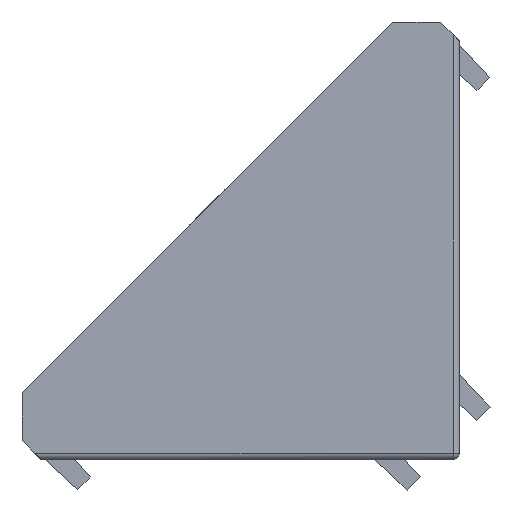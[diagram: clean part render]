
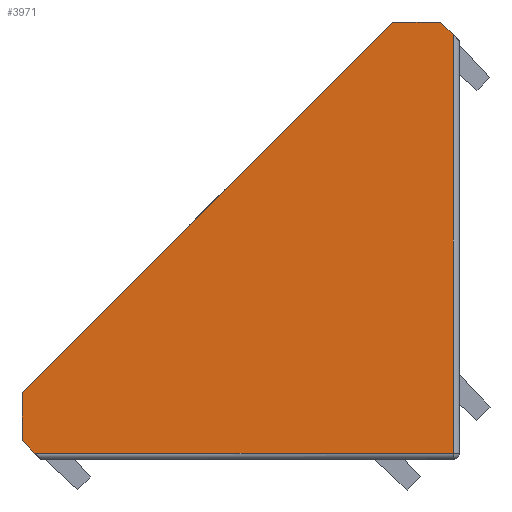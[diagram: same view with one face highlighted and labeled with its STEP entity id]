
A CAD part, left-side view. The second image highlights one B-rep face of the part: STEP entity #3971.
In plain terms, the highlighted planar face has unit normal (-1, 0, 0).
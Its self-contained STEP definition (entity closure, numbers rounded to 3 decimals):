
#385 = PLANE('',#386);
#386 = AXIS2_PLACEMENT_3D('',#387,#388,#389);
#387 = CARTESIAN_POINT('',(19.,1.55,36.));
#388 = DIRECTION('',(0.,0.707,-0.707));
#389 = DIRECTION('',(0.,0.707,0.707));
#901 = CYLINDRICAL_SURFACE('',#902,0.5);
#902 = AXIS2_PLACEMENT_3D('',#903,#904,#905);
#903 = CARTESIAN_POINT('',(-18.5,0.5,34.45));
#904 = DIRECTION('',(0.,0.,-1.));
#905 = DIRECTION('',(-1.,0.,0.));
#1770 = PLANE('',#1771);
#1771 = AXIS2_PLACEMENT_3D('',#1772,#1773,#1774);
#1772 = CARTESIAN_POINT('',(19.,34.45,0.));
#1773 = DIRECTION('',(0.,-0.707,0.707));
#1774 = DIRECTION('',(0.,-0.707,-0.707));
#2043 = CYLINDRICAL_SURFACE('',#2044,0.5);
#2044 = AXIS2_PLACEMENT_3D('',#2045,#2046,#2047);
#2045 = CARTESIAN_POINT('',(-18.5,0.5,0.5));
#2046 = DIRECTION('',(0.,1.,0.));
#2047 = DIRECTION('',(0.,-0.,1.));
#2794 = PLANE('',#2795);
#2795 = AXIS2_PLACEMENT_3D('',#2796,#2797,#2798);
#2796 = CARTESIAN_POINT('',(19.,36.,5.5));
#2797 = DIRECTION('',(0.,-0.707,-0.707));
#2798 = DIRECTION('',(0.,0.707,-0.707));
#2875 = VERTEX_POINT('',#2876);
#2876 = CARTESIAN_POINT('',(-19.,36.,5.5));
#2890 = PLANE('',#2891);
#2891 = AXIS2_PLACEMENT_3D('',#2892,#2893,#2894);
#2892 = CARTESIAN_POINT('',(19.,36.,1.55));
#2893 = DIRECTION('',(0.,-1.,0.));
#2894 = DIRECTION('',(0.,0.,-1.));
#2902 = EDGE_CURVE('',#2875,#2903,#2905,.T.);
#2903 = VERTEX_POINT('',#2904);
#2904 = CARTESIAN_POINT('',(-19.,5.5,36.));
#2905 = SURFACE_CURVE('',#2906,(#2910,#2917),.PCURVE_S1.);
#2906 = LINE('',#2907,#2908);
#2907 = CARTESIAN_POINT('',(-19.,36.,5.5));
#2908 = VECTOR('',#2909,1.);
#2909 = DIRECTION('',(0.,-0.707,0.707));
#2910 = PCURVE('',#2794,#2911);
#2911 = DEFINITIONAL_REPRESENTATION('',(#2912),#2916);
#2912 = LINE('',#2913,#2914);
#2913 = CARTESIAN_POINT('',(0.,-38.));
#2914 = VECTOR('',#2915,1.);
#2915 = DIRECTION('',(-1.,0.));
#2916 = ( GEOMETRIC_REPRESENTATION_CONTEXT(2) 
PARAMETRIC_REPRESENTATION_CONTEXT() REPRESENTATION_CONTEXT('2D SPACE',''
  ) );
#2917 = PCURVE('',#2918,#2923);
#2918 = PLANE('',#2919);
#2919 = AXIS2_PLACEMENT_3D('',#2920,#2921,#2922);
#2920 = CARTESIAN_POINT('',(-19.,0.5,0.5));
#2921 = DIRECTION('',(1.,0.,0.));
#2922 = DIRECTION('',(0.,0.,-1.));
#2923 = DEFINITIONAL_REPRESENTATION('',(#2924),#2928);
#2924 = LINE('',#2925,#2926);
#2925 = CARTESIAN_POINT('',(-5.,35.5));
#2926 = VECTOR('',#2927,1.);
#2927 = DIRECTION('',(-0.707,-0.707));
#2928 = ( GEOMETRIC_REPRESENTATION_CONTEXT(2) 
PARAMETRIC_REPRESENTATION_CONTEXT() REPRESENTATION_CONTEXT('2D SPACE',''
  ) );
#2946 = PLANE('',#2947);
#2947 = AXIS2_PLACEMENT_3D('',#2948,#2949,#2950);
#2948 = CARTESIAN_POINT('',(19.,5.5,36.));
#2949 = DIRECTION('',(0.,0.,-1.));
#2950 = DIRECTION('',(-1.,0.,0.));
#3227 = EDGE_CURVE('',#2903,#3228,#3230,.T.);
#3228 = VERTEX_POINT('',#3229);
#3229 = CARTESIAN_POINT('',(-19.,1.55,36.));
#3230 = SURFACE_CURVE('',#3231,(#3235,#3242),.PCURVE_S1.);
#3231 = LINE('',#3232,#3233);
#3232 = CARTESIAN_POINT('',(-19.,5.5,36.));
#3233 = VECTOR('',#3234,1.);
#3234 = DIRECTION('',(0.,-1.,0.));
#3235 = PCURVE('',#2946,#3236);
#3236 = DEFINITIONAL_REPRESENTATION('',(#3237),#3241);
#3237 = LINE('',#3238,#3239);
#3238 = CARTESIAN_POINT('',(38.,0.));
#3239 = VECTOR('',#3240,1.);
#3240 = DIRECTION('',(0.,-1.));
#3241 = ( GEOMETRIC_REPRESENTATION_CONTEXT(2) 
PARAMETRIC_REPRESENTATION_CONTEXT() REPRESENTATION_CONTEXT('2D SPACE',''
  ) );
#3242 = PCURVE('',#2918,#3243);
#3243 = DEFINITIONAL_REPRESENTATION('',(#3244),#3248);
#3244 = LINE('',#3245,#3246);
#3245 = CARTESIAN_POINT('',(-35.5,5.));
#3246 = VECTOR('',#3247,1.);
#3247 = DIRECTION('',(0.,-1.));
#3248 = ( GEOMETRIC_REPRESENTATION_CONTEXT(2) 
PARAMETRIC_REPRESENTATION_CONTEXT() REPRESENTATION_CONTEXT('2D SPACE',''
  ) );
#3394 = EDGE_CURVE('',#3228,#3395,#3397,.T.);
#3395 = VERTEX_POINT('',#3396);
#3396 = CARTESIAN_POINT('',(-19.,0.5,34.95));
#3397 = SURFACE_CURVE('',#3398,(#3402,#3409),.PCURVE_S1.);
#3398 = LINE('',#3399,#3400);
#3399 = CARTESIAN_POINT('',(-19.,1.55,36.));
#3400 = VECTOR('',#3401,1.);
#3401 = DIRECTION('',(0.,-0.707,-0.707));
#3402 = PCURVE('',#385,#3403);
#3403 = DEFINITIONAL_REPRESENTATION('',(#3404),#3408);
#3404 = LINE('',#3405,#3406);
#3405 = CARTESIAN_POINT('',(0.,-38.));
#3406 = VECTOR('',#3407,1.);
#3407 = DIRECTION('',(-1.,0.));
#3408 = ( GEOMETRIC_REPRESENTATION_CONTEXT(2) 
PARAMETRIC_REPRESENTATION_CONTEXT() REPRESENTATION_CONTEXT('2D SPACE',''
  ) );
#3409 = PCURVE('',#2918,#3410);
#3410 = DEFINITIONAL_REPRESENTATION('',(#3411),#3415);
#3411 = LINE('',#3412,#3413);
#3412 = CARTESIAN_POINT('',(-35.5,1.05));
#3413 = VECTOR('',#3414,1.);
#3414 = DIRECTION('',(0.707,-0.707));
#3415 = ( GEOMETRIC_REPRESENTATION_CONTEXT(2) 
PARAMETRIC_REPRESENTATION_CONTEXT() REPRESENTATION_CONTEXT('2D SPACE',''
  ) );
#3757 = VERTEX_POINT('',#3758);
#3758 = CARTESIAN_POINT('',(-19.,34.95,0.5));
#3802 = EDGE_CURVE('',#3757,#3803,#3805,.T.);
#3803 = VERTEX_POINT('',#3804);
#3804 = CARTESIAN_POINT('',(-19.,36.,1.55));
#3805 = SURFACE_CURVE('',#3806,(#3810,#3817),.PCURVE_S1.);
#3806 = LINE('',#3807,#3808);
#3807 = CARTESIAN_POINT('',(-19.,34.45,0.));
#3808 = VECTOR('',#3809,1.);
#3809 = DIRECTION('',(0.,0.707,0.707));
#3810 = PCURVE('',#1770,#3811);
#3811 = DEFINITIONAL_REPRESENTATION('',(#3812),#3816);
#3812 = LINE('',#3813,#3814);
#3813 = CARTESIAN_POINT('',(-0.,-38.));
#3814 = VECTOR('',#3815,1.);
#3815 = DIRECTION('',(-1.,0.));
#3816 = ( GEOMETRIC_REPRESENTATION_CONTEXT(2) 
PARAMETRIC_REPRESENTATION_CONTEXT() REPRESENTATION_CONTEXT('2D SPACE',''
  ) );
#3817 = PCURVE('',#2918,#3818);
#3818 = DEFINITIONAL_REPRESENTATION('',(#3819),#3823);
#3819 = LINE('',#3820,#3821);
#3820 = CARTESIAN_POINT('',(0.5,33.95));
#3821 = VECTOR('',#3822,1.);
#3822 = DIRECTION('',(-0.707,0.707));
#3823 = ( GEOMETRIC_REPRESENTATION_CONTEXT(2) 
PARAMETRIC_REPRESENTATION_CONTEXT() REPRESENTATION_CONTEXT('2D SPACE',''
  ) );
#3849 = EDGE_CURVE('',#3803,#2875,#3850,.T.);
#3850 = SURFACE_CURVE('',#3851,(#3855,#3862),.PCURVE_S1.);
#3851 = LINE('',#3852,#3853);
#3852 = CARTESIAN_POINT('',(-19.,36.,1.55));
#3853 = VECTOR('',#3854,1.);
#3854 = DIRECTION('',(0.,0.,1.));
#3855 = PCURVE('',#2890,#3856);
#3856 = DEFINITIONAL_REPRESENTATION('',(#3857),#3861);
#3857 = LINE('',#3858,#3859);
#3858 = CARTESIAN_POINT('',(0.,-38.));
#3859 = VECTOR('',#3860,1.);
#3860 = DIRECTION('',(-1.,0.));
#3861 = ( GEOMETRIC_REPRESENTATION_CONTEXT(2) 
PARAMETRIC_REPRESENTATION_CONTEXT() REPRESENTATION_CONTEXT('2D SPACE',''
  ) );
#3862 = PCURVE('',#2918,#3863);
#3863 = DEFINITIONAL_REPRESENTATION('',(#3864),#3868);
#3864 = LINE('',#3865,#3866);
#3865 = CARTESIAN_POINT('',(-1.05,35.5));
#3866 = VECTOR('',#3867,1.);
#3867 = DIRECTION('',(-1.,0.));
#3868 = ( GEOMETRIC_REPRESENTATION_CONTEXT(2) 
PARAMETRIC_REPRESENTATION_CONTEXT() REPRESENTATION_CONTEXT('2D SPACE',''
  ) );
#3971 = ADVANCED_FACE('',(#3972),#2918,.F.);
#3972 = FACE_BOUND('',#3973,.T.);
#3973 = EDGE_LOOP('',(#3974,#3997,#4018,#4019,#4020,#4021,#4022));
#3974 = ORIENTED_EDGE('',*,*,#3975,.F.);
#3975 = EDGE_CURVE('',#3976,#3757,#3978,.T.);
#3976 = VERTEX_POINT('',#3977);
#3977 = CARTESIAN_POINT('',(-19.,0.5,0.5));
#3978 = SURFACE_CURVE('',#3979,(#3983,#3990),.PCURVE_S1.);
#3979 = LINE('',#3980,#3981);
#3980 = CARTESIAN_POINT('',(-19.,0.5,0.5));
#3981 = VECTOR('',#3982,1.);
#3982 = DIRECTION('',(0.,1.,0.));
#3983 = PCURVE('',#2918,#3984);
#3984 = DEFINITIONAL_REPRESENTATION('',(#3985),#3989);
#3985 = LINE('',#3986,#3987);
#3986 = CARTESIAN_POINT('',(0.,0.));
#3987 = VECTOR('',#3988,1.);
#3988 = DIRECTION('',(0.,1.));
#3989 = ( GEOMETRIC_REPRESENTATION_CONTEXT(2) 
PARAMETRIC_REPRESENTATION_CONTEXT() REPRESENTATION_CONTEXT('2D SPACE',''
  ) );
#3990 = PCURVE('',#2043,#3991);
#3991 = DEFINITIONAL_REPRESENTATION('',(#3992),#3996);
#3992 = LINE('',#3993,#3994);
#3993 = CARTESIAN_POINT('',(4.712,0.));
#3994 = VECTOR('',#3995,1.);
#3995 = DIRECTION('',(0.,1.));
#3996 = ( GEOMETRIC_REPRESENTATION_CONTEXT(2) 
PARAMETRIC_REPRESENTATION_CONTEXT() REPRESENTATION_CONTEXT('2D SPACE',''
  ) );
#3997 = ORIENTED_EDGE('',*,*,#3998,.F.);
#3998 = EDGE_CURVE('',#3395,#3976,#3999,.T.);
#3999 = SURFACE_CURVE('',#4000,(#4004,#4011),.PCURVE_S1.);
#4000 = LINE('',#4001,#4002);
#4001 = CARTESIAN_POINT('',(-19.,0.5,0.5));
#4002 = VECTOR('',#4003,1.);
#4003 = DIRECTION('',(0.,0.,-1.));
#4004 = PCURVE('',#2918,#4005);
#4005 = DEFINITIONAL_REPRESENTATION('',(#4006),#4010);
#4006 = LINE('',#4007,#4008);
#4007 = CARTESIAN_POINT('',(0.,0.));
#4008 = VECTOR('',#4009,1.);
#4009 = DIRECTION('',(1.,0.));
#4010 = ( GEOMETRIC_REPRESENTATION_CONTEXT(2) 
PARAMETRIC_REPRESENTATION_CONTEXT() REPRESENTATION_CONTEXT('2D SPACE',''
  ) );
#4011 = PCURVE('',#901,#4012);
#4012 = DEFINITIONAL_REPRESENTATION('',(#4013),#4017);
#4013 = LINE('',#4014,#4015);
#4014 = CARTESIAN_POINT('',(6.283,33.95));
#4015 = VECTOR('',#4016,1.);
#4016 = DIRECTION('',(0.,1.));
#4017 = ( GEOMETRIC_REPRESENTATION_CONTEXT(2) 
PARAMETRIC_REPRESENTATION_CONTEXT() REPRESENTATION_CONTEXT('2D SPACE',''
  ) );
#4018 = ORIENTED_EDGE('',*,*,#3394,.F.);
#4019 = ORIENTED_EDGE('',*,*,#3227,.F.);
#4020 = ORIENTED_EDGE('',*,*,#2902,.F.);
#4021 = ORIENTED_EDGE('',*,*,#3849,.F.);
#4022 = ORIENTED_EDGE('',*,*,#3802,.F.);
